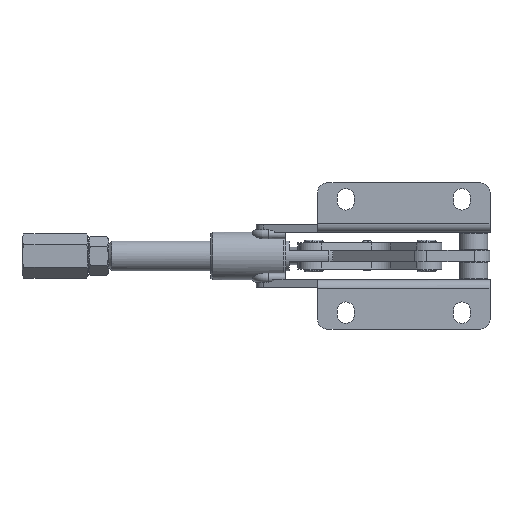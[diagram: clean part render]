
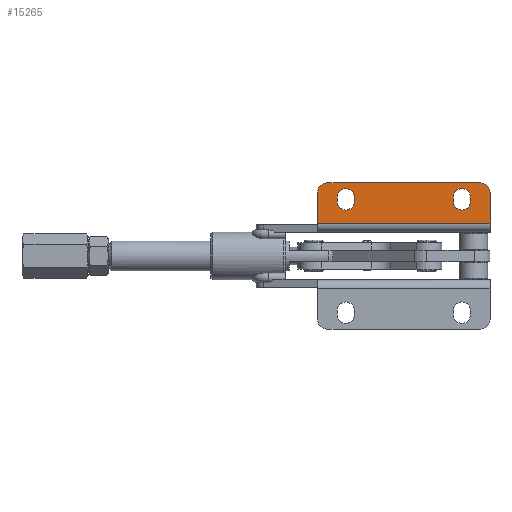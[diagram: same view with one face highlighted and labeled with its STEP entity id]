
A CAD part, front view. The second image highlights one B-rep face of the part: STEP entity #15265.
In plain terms, the highlighted planar face has unit normal (0, -1, 0).
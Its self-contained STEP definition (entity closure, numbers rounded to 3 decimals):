
#8527 = LINE ( 'NONE', #11894, #8529 ) ;
#8529 = VECTOR ( 'NONE', #11890, 1000. ) ;
#9112 = LINE ( 'NONE', #13436, #9137 ) ;
#9125 = LINE ( 'NONE', #13434, #9131 ) ;
#9129 = CIRCLE ( 'NONE', #9742, 4.5 ) ;
#9131 = VECTOR ( 'NONE', #13435, 1000. ) ;
#9133 = CIRCLE ( 'NONE', #9743, 4.5 ) ;
#9135 = LINE ( 'NONE', #13442, #9143 ) ;
#9137 = VECTOR ( 'NONE', #13423, 1000. ) ;
#9139 = LINE ( 'NONE', #13446, #9149 ) ;
#9141 = CIRCLE ( 'NONE', #9744, 4.5 ) ;
#9143 = VECTOR ( 'NONE', #13440, 1000. ) ;
#9145 = CIRCLE ( 'NONE', #9745, 4.5 ) ;
#9147 = LINE ( 'NONE', #13452, #9154 ) ;
#9149 = VECTOR ( 'NONE', #13441, 1000. ) ;
#9151 = CIRCLE ( 'NONE', #9746, 5. ) ;
#9154 = VECTOR ( 'NONE', #13450, 1000. ) ;
#9156 = LINE ( 'NONE', #13456, #9160 ) ;
#9158 = CIRCLE ( 'NONE', #9747, 5. ) ;
#9160 = VECTOR ( 'NONE', #13451, 1000. ) ;
#9162 = LINE ( 'NONE', #13457, #9166 ) ;
#9166 = VECTOR ( 'NONE', #13458, 1000. ) ;
#9370 = VERTEX_POINT ( 'NONE', #23153 ) ;
#9371 = VERTEX_POINT ( 'NONE', #23154 ) ;
#9374 = VERTEX_POINT ( 'NONE', #23156 ) ;
#9377 = VERTEX_POINT ( 'NONE', #23158 ) ;
#9379 = VERTEX_POINT ( 'NONE', #23160 ) ;
#9381 = VERTEX_POINT ( 'NONE', #23161 ) ;
#9382 = VERTEX_POINT ( 'NONE', #23162 ) ;
#9384 = VERTEX_POINT ( 'NONE', #23163 ) ;
#9389 = VERTEX_POINT ( 'NONE', #23167 ) ;
#9390 = VERTEX_POINT ( 'NONE', #23168 ) ;
#9391 = VERTEX_POINT ( 'NONE', #23169 ) ;
#9393 = VERTEX_POINT ( 'NONE', #23170 ) ;
#9742 = AXIS2_PLACEMENT_3D ( 'NONE', #13437, #13438, #13439 ) ;
#9743 = AXIS2_PLACEMENT_3D ( 'NONE', #13443, #13444, #13445 ) ;
#9744 = AXIS2_PLACEMENT_3D ( 'NONE', #13447, #13448, #13449 ) ;
#9745 = AXIS2_PLACEMENT_3D ( 'NONE', #13453, #13454, #13455 ) ;
#9746 = AXIS2_PLACEMENT_3D ( 'NONE', #13459, #13460, #13461 ) ;
#9747 = AXIS2_PLACEMENT_3D ( 'NONE', #13464, #13465, #13466 ) ;
#11890 = DIRECTION ( 'NONE',  ( -1., 0., 0. ) ) ;
#11894 = CARTESIAN_POINT ( 'NONE',  ( 0., -4., 30. ) ) ;
#13423 = DIRECTION ( 'NONE',  ( 0., 0., -1. ) ) ;
#13434 = CARTESIAN_POINT ( 'NONE',  ( 81.5, -4., 44.25 ) ) ;
#13435 = DIRECTION ( 'NONE',  ( 0., 0., 1. ) ) ;
#13436 = CARTESIAN_POINT ( 'NONE',  ( 72.5, -4., 44.25 ) ) ;
#13437 = CARTESIAN_POINT ( 'NONE',  ( 77., -4., 41.75 ) ) ;
#13438 = DIRECTION ( 'NONE',  ( 0., -1., 0. ) ) ;
#13439 = DIRECTION ( 'NONE',  ( 0., 0., 1. ) ) ;
#13440 = DIRECTION ( 'NONE',  ( 0., 0., 1. ) ) ;
#13441 = DIRECTION ( 'NONE',  ( 0., 0., -1. ) ) ;
#13442 = CARTESIAN_POINT ( 'NONE',  ( 19.5, -4., 44.25 ) ) ;
#13443 = CARTESIAN_POINT ( 'NONE',  ( 77., -4., 44.25 ) ) ;
#13444 = DIRECTION ( 'NONE',  ( 0., -1., 0. ) ) ;
#13445 = DIRECTION ( 'NONE',  ( 0., 0., 1. ) ) ;
#13446 = CARTESIAN_POINT ( 'NONE',  ( 10.5, -4., 44.25 ) ) ;
#13447 = CARTESIAN_POINT ( 'NONE',  ( 15., -4., 41.75 ) ) ;
#13448 = DIRECTION ( 'NONE',  ( 0., -1., 0. ) ) ;
#13449 = DIRECTION ( 'NONE',  ( 0., 0., 1. ) ) ;
#13450 = DIRECTION ( 'NONE',  ( 0., 0., 1. ) ) ;
#13451 = DIRECTION ( 'NONE',  ( -1., 0., 0. ) ) ;
#13452 = CARTESIAN_POINT ( 'NONE',  ( 92., -4., 46.75 ) ) ;
#13453 = CARTESIAN_POINT ( 'NONE',  ( 15., -4., 44.25 ) ) ;
#13454 = DIRECTION ( 'NONE',  ( 0., -1., 0. ) ) ;
#13455 = DIRECTION ( 'NONE',  ( 0., 0., 1. ) ) ;
#13456 = CARTESIAN_POINT ( 'NONE',  ( 5., -4., 51.75 ) ) ;
#13457 = CARTESIAN_POINT ( 'NONE',  ( 0., -4., 46.75 ) ) ;
#13458 = DIRECTION ( 'NONE',  ( 0., 0., -1. ) ) ;
#13459 = CARTESIAN_POINT ( 'NONE',  ( 87., -4., 46.75 ) ) ;
#13460 = DIRECTION ( 'NONE',  ( 0., -1., 0. ) ) ;
#13461 = DIRECTION ( 'NONE',  ( 0., 0., 1. ) ) ;
#13464 = CARTESIAN_POINT ( 'NONE',  ( 5., -4., 46.75 ) ) ;
#13465 = DIRECTION ( 'NONE',  ( 0., -1., 0. ) ) ;
#13466 = DIRECTION ( 'NONE',  ( 0., 0., 1. ) ) ;
#14321 = EDGE_CURVE ( 'NONE', #19876, #19887, #21443, .T. ) ;
#14325 = EDGE_CURVE ( 'NONE', #19902, #19883, #21452, .T. ) ;
#15178 = EDGE_LOOP ( 'NONE', ( #17234, #17235, #17236, #17237, #17238 ) ) ;
#15183 = EDGE_LOOP ( 'NONE', ( #17239, #17240, #17241, #17242, #17243, #17244 ) ) ;
#15265 = ADVANCED_FACE ( 'NONE', ( #21647, #21651, #21649 ), #29575, .F. ) ;
#17229 = ORIENTED_EDGE ( 'NONE', *, *, #14321, .F. ) ;
#17230 = ORIENTED_EDGE ( 'NONE', *, *, #18839, .F. ) ;
#17231 = ORIENTED_EDGE ( 'NONE', *, *, #18840, .F. ) ;
#17232 = ORIENTED_EDGE ( 'NONE', *, *, #18841, .F. ) ;
#17233 = ORIENTED_EDGE ( 'NONE', *, *, #18842, .F. ) ;
#17234 = ORIENTED_EDGE ( 'NONE', *, *, #14325, .F. ) ;
#17235 = ORIENTED_EDGE ( 'NONE', *, *, #18843, .F. ) ;
#17236 = ORIENTED_EDGE ( 'NONE', *, *, #18844, .F. ) ;
#17237 = ORIENTED_EDGE ( 'NONE', *, *, #18845, .F. ) ;
#17238 = ORIENTED_EDGE ( 'NONE', *, *, #18846, .F. ) ;
#17239 = ORIENTED_EDGE ( 'NONE', *, *, #17839, .F. ) ;
#17240 = ORIENTED_EDGE ( 'NONE', *, *, #18847, .T. ) ;
#17241 = ORIENTED_EDGE ( 'NONE', *, *, #18848, .T. ) ;
#17242 = ORIENTED_EDGE ( 'NONE', *, *, #18849, .T. ) ;
#17243 = ORIENTED_EDGE ( 'NONE', *, *, #18850, .T. ) ;
#17244 = ORIENTED_EDGE ( 'NONE', *, *, #18851, .T. ) ;
#17839 = EDGE_CURVE ( 'NONE', #9379, #9374, #8527, .T. ) ;
#18839 = EDGE_CURVE ( 'NONE', #9370, #19876, #9125, .T. ) ;
#18840 = EDGE_CURVE ( 'NONE', #9377, #9370, #9129, .T. ) ;
#18841 = EDGE_CURVE ( 'NONE', #9371, #9377, #9112, .T. ) ;
#18842 = EDGE_CURVE ( 'NONE', #19887, #9371, #9133, .T. ) ;
#18843 = EDGE_CURVE ( 'NONE', #9382, #19902, #9135, .T. ) ;
#18844 = EDGE_CURVE ( 'NONE', #9384, #9382, #9141, .T. ) ;
#18845 = EDGE_CURVE ( 'NONE', #9381, #9384, #9139, .T. ) ;
#18846 = EDGE_CURVE ( 'NONE', #19883, #9381, #9145, .T. ) ;
#18847 = EDGE_CURVE ( 'NONE', #9379, #9389, #9147, .T. ) ;
#18848 = EDGE_CURVE ( 'NONE', #9389, #9390, #9151, .T. ) ;
#18849 = EDGE_CURVE ( 'NONE', #9390, #9391, #9156, .T. ) ;
#18850 = EDGE_CURVE ( 'NONE', #9391, #9393, #9158, .T. ) ;
#18851 = EDGE_CURVE ( 'NONE', #9393, #9374, #9162, .T. ) ;
#19876 = VERTEX_POINT ( 'NONE', #27928 ) ;
#19883 = VERTEX_POINT ( 'NONE', #27935 ) ;
#19887 = VERTEX_POINT ( 'NONE', #27939 ) ;
#19902 = VERTEX_POINT ( 'NONE', #27954 ) ;
#21307 = EDGE_LOOP ( 'NONE', ( #17229, #17230, #17231, #17232, #17233 ) ) ;
#21443 = CIRCLE ( 'NONE', #22892, 4.5 ) ;
#21452 = CIRCLE ( 'NONE', #22894, 4.5 ) ;
#21647 = FACE_BOUND ( 'NONE', #21307, .T. ) ;
#21649 = FACE_OUTER_BOUND ( 'NONE', #15183, .T. ) ;
#21651 = FACE_BOUND ( 'NONE', #15178, .T. ) ;
#22892 = AXIS2_PLACEMENT_3D ( 'NONE', #23366, #23367, #23368 ) ;
#22894 = AXIS2_PLACEMENT_3D ( 'NONE', #23376, #23377, #23378 ) ;
#22985 = AXIS2_PLACEMENT_3D ( 'NONE', #29573, #29566, #29577 ) ;
#23153 = CARTESIAN_POINT ( 'NONE',  ( 81.5, -4., 41.75 ) ) ;
#23154 = CARTESIAN_POINT ( 'NONE',  ( 72.5, -4., 44.25 ) ) ;
#23156 = CARTESIAN_POINT ( 'NONE',  ( 0., -4., 30. ) ) ;
#23158 = CARTESIAN_POINT ( 'NONE',  ( 72.5, -4., 41.75 ) ) ;
#23160 = CARTESIAN_POINT ( 'NONE',  ( 92., -4., 30. ) ) ;
#23161 = CARTESIAN_POINT ( 'NONE',  ( 10.5, -4., 44.25 ) ) ;
#23162 = CARTESIAN_POINT ( 'NONE',  ( 19.5, -4., 41.75 ) ) ;
#23163 = CARTESIAN_POINT ( 'NONE',  ( 10.5, -4., 41.75 ) ) ;
#23167 = CARTESIAN_POINT ( 'NONE',  ( 92., -4., 46.75 ) ) ;
#23168 = CARTESIAN_POINT ( 'NONE',  ( 87., -4., 51.75 ) ) ;
#23169 = CARTESIAN_POINT ( 'NONE',  ( 5., -4., 51.75 ) ) ;
#23170 = CARTESIAN_POINT ( 'NONE',  ( 0., -4., 46.75 ) ) ;
#23366 = CARTESIAN_POINT ( 'NONE',  ( 77., -4., 44.25 ) ) ;
#23367 = DIRECTION ( 'NONE',  ( 0., -1., 0. ) ) ;
#23368 = DIRECTION ( 'NONE',  ( 0., 0., 1. ) ) ;
#23376 = CARTESIAN_POINT ( 'NONE',  ( 15., -4., 44.25 ) ) ;
#23377 = DIRECTION ( 'NONE',  ( 0., -1., 0. ) ) ;
#23378 = DIRECTION ( 'NONE',  ( 0., 0., 1. ) ) ;
#27928 = CARTESIAN_POINT ( 'NONE',  ( 81.5, -4., 44.25 ) ) ;
#27935 = CARTESIAN_POINT ( 'NONE',  ( 15., -4., 48.75 ) ) ;
#27939 = CARTESIAN_POINT ( 'NONE',  ( 77., -4., 48.75 ) ) ;
#27954 = CARTESIAN_POINT ( 'NONE',  ( 19.5, -4., 44.25 ) ) ;
#29566 = DIRECTION ( 'NONE',  ( 0., 1., 0. ) ) ;
#29573 = CARTESIAN_POINT ( 'NONE',  ( 5., -4., 46.75 ) ) ;
#29575 = PLANE ( 'NONE',  #22985 ) ;
#29577 = DIRECTION ( 'NONE',  ( 0., 0., 1. ) ) ;
